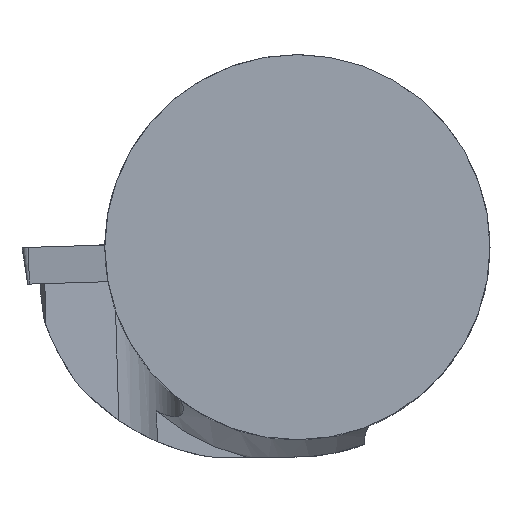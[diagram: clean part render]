
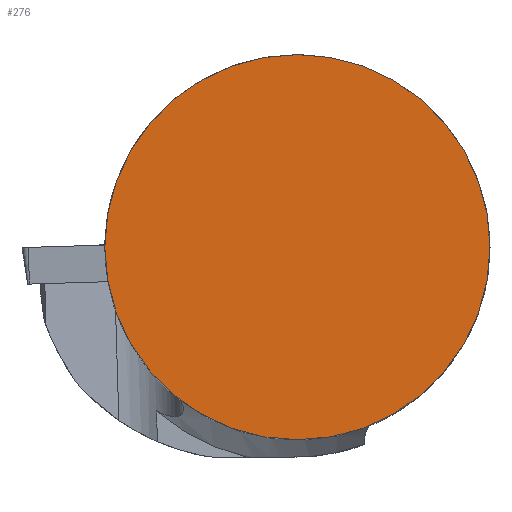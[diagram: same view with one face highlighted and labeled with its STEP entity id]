
A CAD part, top view. The second image highlights one B-rep face of the part: STEP entity #276.
In plain terms, the highlighted planar face has unit normal (0, 0, 1).
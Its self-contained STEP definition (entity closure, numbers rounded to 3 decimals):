
#126=PLANE('',#935);
#154=FACE_OUTER_BOUND('',#368,.T.);
#276=ADVANCED_FACE('',(#154),#126,.T.);
#368=EDGE_LOOP('',(#569));
#390=CIRCLE('',#882,12.5);
#569=ORIENTED_EDGE('',*,*,#705,.F.);
#635=VERTEX_POINT('',#1233);
#705=EDGE_CURVE('',#635,#635,#390,.T.);
#882=AXIS2_PLACEMENT_3D('',#1232,#987,#988);
#935=AXIS2_PLACEMENT_3D('',#1532,#1119,#1120);
#987=DIRECTION('',(0.,0.,-1.));
#988=DIRECTION('',(1.,0.,0.));
#1119=DIRECTION('',(0.,0.,1.));
#1120=DIRECTION('',(1.,0.,0.));
#1232=CARTESIAN_POINT('',(0.,0.,0.));
#1233=CARTESIAN_POINT('',(12.5,0.,0.));
#1532=CARTESIAN_POINT('',(0.,0.,0.));
